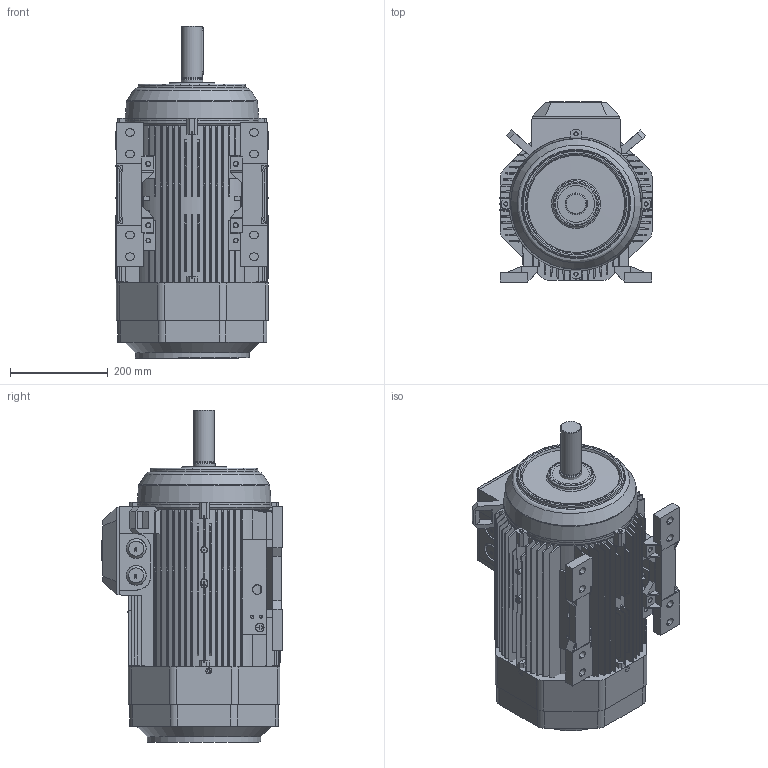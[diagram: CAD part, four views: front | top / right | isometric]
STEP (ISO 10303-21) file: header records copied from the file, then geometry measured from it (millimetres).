
FILE_DESCRIPTION((''),'2;1');
FILE_NAME('3GZV100086-11.stp','2015-07-02T11:08:28',('sejotaa1'),(''),'Autodesk Inventor 2011','Autodesk Inventor 2011','');
FILE_SCHEMA(('AUTOMOTIVE_DESIGN { 1 0 10303 214 1 1 1 1 }'));
Length unit declared in the file: millimetre
Products named in the file (1): 3GZV100086-11_Shrinkwrap_1
Bounding box: 314 x 369.65 x 679.38 mm (x, y, z)
Volume: 17597945.6 mm3; surface area: 3448144.8 mm2
Topology: 10 solids, 1908 shells, 2222 faces, 10173 edges, 9753 vertices
Faces by surface type: plane 1497, cone 361, cylinder 237, bspline 119, torus 8
Full cylindrical faces by diameter (mm): 6 x4, 8.5 x16, 10.5 x4, 13 x2, 14 x2, 16.4 x2, 16.969 x2, 17.568 x2, 40 x1, 41.4 x1, 42 x1, 42.5 x1, 44.4 x2, 45 x3, 53 x1, 232.314 x1, 258.274 x2
Entity records: 127447 total; most frequent: CARTESIAN_POINT 39583, DIRECTION 13917, ORIENTED_EDGE 10756, EDGE_CURVE 9987, VERTEX_POINT 9732, VECTOR 6331, LINE 6331, AXIS2_PLACEMENT_3D 3793
